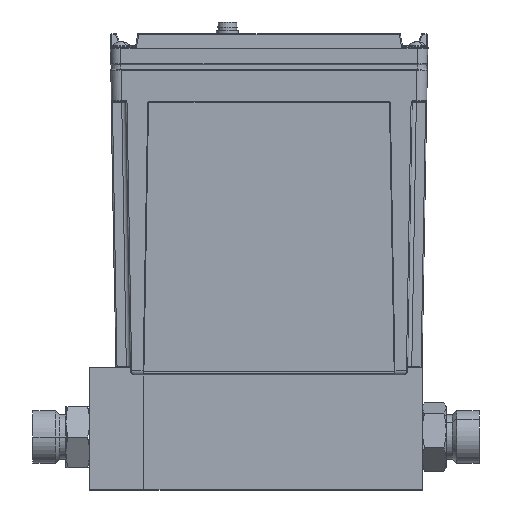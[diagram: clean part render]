
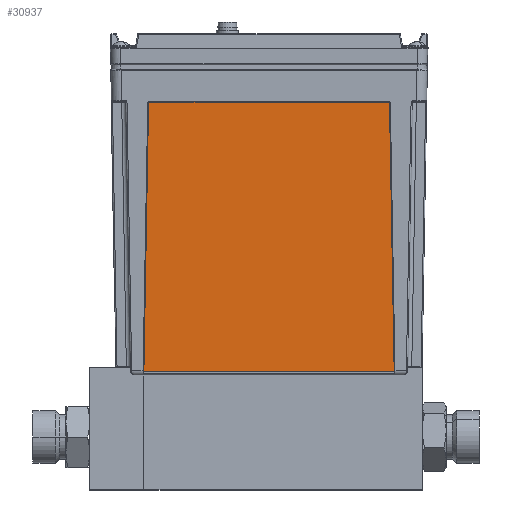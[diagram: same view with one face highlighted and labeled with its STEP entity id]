
A CAD part, top view. The second image highlights one B-rep face of the part: STEP entity #30937.
In plain terms, the highlighted planar face has unit normal (0, -0.018, 1).
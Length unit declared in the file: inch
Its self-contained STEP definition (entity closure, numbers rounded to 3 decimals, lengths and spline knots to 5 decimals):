
#501 = AXIS2_PLACEMENT_3D ( 'NONE', #10992, #30902, #13815 ) ;
#1206 = CARTESIAN_POINT ( 'NONE',  ( -2.67685, 4.63895, 1.02987 ) ) ;
#1737 = ORIENTED_EDGE ( 'NONE', *, *, #3269, .T. ) ;
#2863 = CARTESIAN_POINT ( 'NONE',  ( -2.76314, 0.82988, 0.96339 ) ) ;
#3269 = EDGE_CURVE ( 'NONE', #29906, #27348, #29965, .T. ) ;
#3557 = VERTEX_POINT ( 'NONE', #29567 ) ;
#3628 = VERTEX_POINT ( 'NONE', #1206 ) ;
#4034 = VECTOR ( 'NONE', #18024, 39.37008 ) ;
#5345 = CARTESIAN_POINT ( 'NONE',  ( -2.6965, 4.63895, 1.02987 ) ) ;
#6707 = FACE_OUTER_BOUND ( 'NONE', #17545, .T. ) ;
#7084 = LINE ( 'NONE', #30681, #21409 ) ;
#7191 = VERTEX_POINT ( 'NONE', #20178 ) ;
#8741 = ORIENTED_EDGE ( 'NONE', *, *, #33730, .T. ) ;
#8796 = DIRECTION ( 'NONE',  ( 0., -0.017, 1. ) ) ;
#8887 = AXIS2_PLACEMENT_3D ( 'NONE', #30114, #13004, #32876 ) ;
#8936 = CARTESIAN_POINT ( 'NONE',  ( -2.69684, 4.6193, 1.02953 ) ) ;
#9301 = ORIENTED_EDGE ( 'NONE', *, *, #36561, .T. ) ;
#9355 = CIRCLE ( 'NONE', #8887, 0.02 ) ;
#10308 = ORIENTED_EDGE ( 'NONE', *, *, #12402, .T. ) ;
#10992 = CARTESIAN_POINT ( 'NONE',  ( -2.67685, 4.61895, 1.02953 ) ) ;
#11262 = AXIS2_PLACEMENT_3D ( 'NONE', #11370, #31254, #14178 ) ;
#11370 = CARTESIAN_POINT ( 'NONE',  ( 0.70385, 4.61895, 1.02953 ) ) ;
#11657 = LINE ( 'NONE', #29417, #4034 ) ;
#12154 = CARTESIAN_POINT ( 'NONE',  ( 0.70385, 4.63895, 1.02987 ) ) ;
#12402 = EDGE_CURVE ( 'NONE', #32991, #25987, #27504, .T. ) ;
#12847 = ORIENTED_EDGE ( 'NONE', *, *, #36103, .T. ) ;
#13004 = DIRECTION ( 'NONE',  ( 0., -0.017, 1. ) ) ;
#13780 = CIRCLE ( 'NONE', #32002, 0.02 ) ;
#13815 = DIRECTION ( 'NONE',  ( 1., 0., 0. ) ) ;
#14178 = DIRECTION ( 'NONE',  ( 1., 0., 0. ) ) ;
#14302 = DIRECTION ( 'NONE',  ( 0., -0.017, 1. ) ) ;
#14756 = VECTOR ( 'NONE', #25382, 39.37008 ) ;
#16959 = ORIENTED_EDGE ( 'NONE', *, *, #35192, .T. ) ;
#17545 = EDGE_LOOP ( 'NONE', ( #9301, #28111, #12847, #10308, #8741, #17763, #1737, #16959 ) ) ;
#17763 = ORIENTED_EDGE ( 'NONE', *, *, #27751, .T. ) ;
#18024 = DIRECTION ( 'NONE',  ( -0.017, 1., 0.017 ) ) ;
#18098 = CARTESIAN_POINT ( 'NONE',  ( 0.77015, 0.80953, 0.96303 ) ) ;
#18349 = CARTESIAN_POINT ( 'NONE',  ( 0.7235, 4.63895, 1.02987 ) ) ;
#19846 = VECTOR ( 'NONE', #21262, 39.37008 ) ;
#20054 = VERTEX_POINT ( 'NONE', #18098 ) ;
#20178 = CARTESIAN_POINT ( 'NONE',  ( 0.79014, 0.82988, 0.96339 ) ) ;
#20757 = LINE ( 'NONE', #18349, #19846 ) ;
#21262 = DIRECTION ( 'NONE',  ( -1., 0., 0. ) ) ;
#21409 = VECTOR ( 'NONE', #33416, 39.37008 ) ;
#25382 = DIRECTION ( 'NONE',  ( -0.017, -1., -0.017 ) ) ;
#25668 = AXIS2_PLACEMENT_3D ( 'NONE', #31367, #14302, #34099 ) ;
#25903 = CARTESIAN_POINT ( 'NONE',  ( 0.77015, 0.82953, 0.96338 ) ) ;
#25987 = VERTEX_POINT ( 'NONE', #12154 ) ;
#27348 = VERTEX_POINT ( 'NONE', #2863 ) ;
#27504 = CIRCLE ( 'NONE', #11262, 0.02 ) ;
#27751 = EDGE_CURVE ( 'NONE', #3628, #29906, #33413, .T. ) ;
#28111 = ORIENTED_EDGE ( 'NONE', *, *, #28437, .T. ) ;
#28437 = EDGE_CURVE ( 'NONE', #20054, #7191, #13780, .T. ) ;
#28753 = DIRECTION ( 'NONE',  ( 1., 0., 0. ) ) ;
#29417 = CARTESIAN_POINT ( 'NONE',  ( 0.7905, 0.80953, 0.96303 ) ) ;
#29567 = CARTESIAN_POINT ( 'NONE',  ( -2.74315, 0.80953, 0.96303 ) ) ;
#29906 = VERTEX_POINT ( 'NONE', #8936 ) ;
#29965 = LINE ( 'NONE', #5345, #14756 ) ;
#30114 = CARTESIAN_POINT ( 'NONE',  ( -2.74315, 0.82953, 0.96338 ) ) ;
#30681 = CARTESIAN_POINT ( 'NONE',  ( -2.7635, 0.80953, 0.96303 ) ) ;
#30902 = DIRECTION ( 'NONE',  ( 0., -0.017, 1. ) ) ;
#30937 = ADVANCED_FACE ( 'NONE', ( #6707 ), #33975, .T. ) ;
#31254 = DIRECTION ( 'NONE',  ( 0., -0.017, 1. ) ) ;
#31367 = CARTESIAN_POINT ( 'NONE',  ( -0.9865, 4.63895, 1.02987 ) ) ;
#32002 = AXIS2_PLACEMENT_3D ( 'NONE', #25903, #8796, #28753 ) ;
#32876 = DIRECTION ( 'NONE',  ( 1., 0., 0. ) ) ;
#32991 = VERTEX_POINT ( 'NONE', #36661 ) ;
#33413 = CIRCLE ( 'NONE', #501, 0.02 ) ;
#33416 = DIRECTION ( 'NONE',  ( 1., 0., 0. ) ) ;
#33730 = EDGE_CURVE ( 'NONE', #25987, #3628, #20757, .T. ) ;
#33975 = PLANE ( 'NONE',  #25668 ) ;
#34099 = DIRECTION ( 'NONE',  ( 1., 0., 0. ) ) ;
#35192 = EDGE_CURVE ( 'NONE', #27348, #3557, #9355, .T. ) ;
#36103 = EDGE_CURVE ( 'NONE', #7191, #32991, #11657, .T. ) ;
#36561 = EDGE_CURVE ( 'NONE', #3557, #20054, #7084, .T. ) ;
#36661 = CARTESIAN_POINT ( 'NONE',  ( 0.72384, 4.6193, 1.02953 ) ) ;
